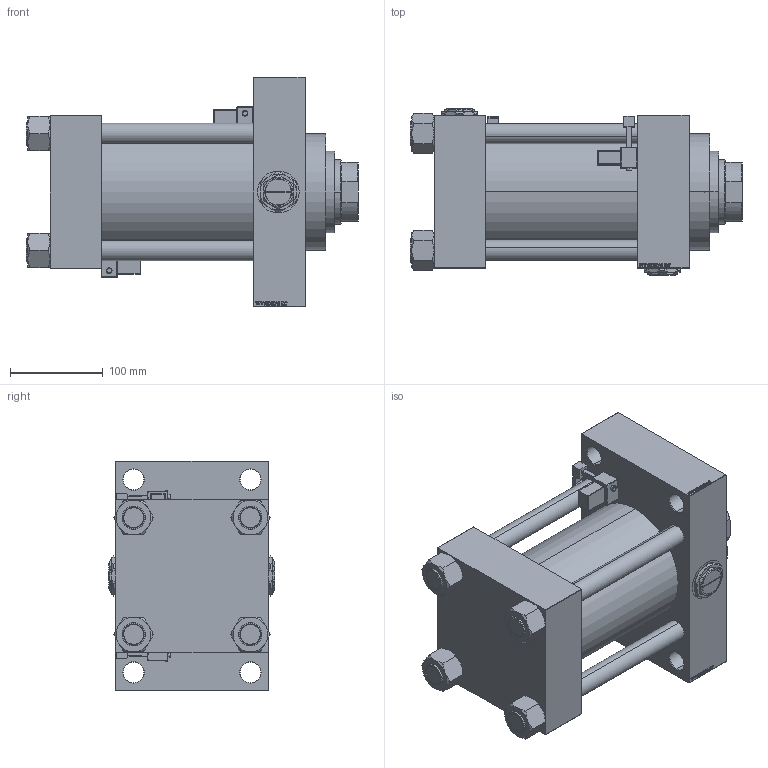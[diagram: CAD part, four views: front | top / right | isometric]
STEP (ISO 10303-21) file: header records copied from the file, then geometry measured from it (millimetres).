
FILE_DESCRIPTION (( 'STEP AP203' ), '1' );
FILE_NAME ('82b3.STEP', '2022-04-15T21:57:41', ( '' ), ( '' ), 'SwSTEP 2.0', 'SolidWorks 2019', '' );
FILE_SCHEMA (( 'CONFIG_CONTROL_DESIGN' ));
Length unit declared in the file: millimetre
Products named in the file (8): 82b3; V215CR_D_TYCINKA c62a1f286f27fdd4194c0cf77f0e34ed; V215_VC_A c62a1f286f27fdd4194c0cf77f0e34ed; Zatka_pro_OIL_PORT c62a1f286f27fdd4194c0cf77f0e34ed; V215CR_D_Body c62a1f286f27fdd4194c0cf77f0e34ed; V215CR_MSU c62a1f286f27fdd4194c0cf77f0e34ed; V215CR_VCP_D c62a1f286f27fdd4194c0cf77f0e34ed; NUT_M5_D c62a1f286f27fdd4194c0cf77f0e34ed
Assembly tree (15 placements, depth 2):
  82b3
    V215CR_D_Body c62a1f286f27fdd4194c0cf77f0e34ed
    V215CR_VCP_D c62a1f286f27fdd4194c0cf77f0e34ed
    NUT_M5_D c62a1f286f27fdd4194c0cf77f0e34ed  x4
    V215CR_D_TYCINKA c62a1f286f27fdd4194c0cf77f0e34ed  x4
    V215_VC_A c62a1f286f27fdd4194c0cf77f0e34ed
    V215CR_MSU c62a1f286f27fdd4194c0cf77f0e34ed  x2
    Zatka_pro_OIL_PORT c62a1f286f27fdd4194c0cf77f0e34ed  x2
Bounding box: 358 x 179 x 247 mm (x, y, z)
Volume: 5629927.1 mm3; surface area: 661547.5 mm2
Topology: 15 solids, 15 shells, 1393 faces, 3468 edges, 2205 vertices
Faces by surface type: plane 648, bspline 368, cone 182, cylinder 151, sphere 24, torus 20
Entity records: 51607 total; most frequent: CARTESIAN_POINT 26103, ORIENTED_EDGE 5626, DIRECTION 3861, EDGE_CURVE 2813, VERTEX_POINT 1829, LINE 1651, VECTOR 1651, EDGE_LOOP 1256
